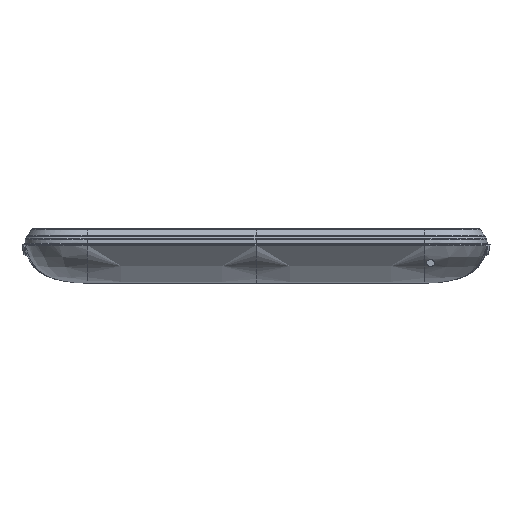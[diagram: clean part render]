
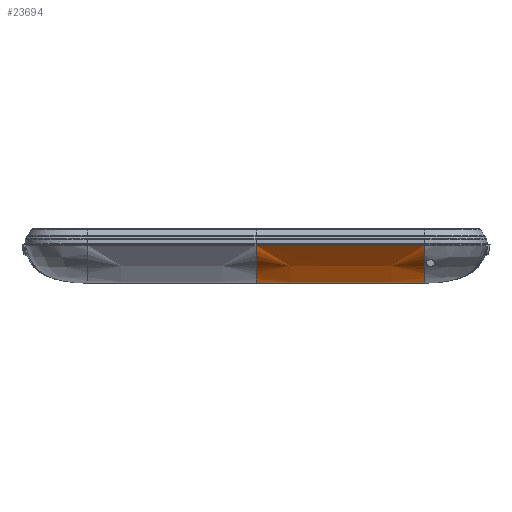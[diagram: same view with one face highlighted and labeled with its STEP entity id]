
A CAD part, front view. The second image highlights one B-rep face of the part: STEP entity #23694.
In plain terms, the highlighted face is a extrusion surface.
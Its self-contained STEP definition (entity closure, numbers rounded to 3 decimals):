
#21317=CARTESIAN_POINT('Vertex',(29.8,-64.2,-7.725)) ;
#21321=CARTESIAN_POINT('Control Point',(0.,-64.2,-7.75)) ;
#21322=CARTESIAN_POINT('Control Point',(9.933,-64.2,-7.75)) ;
#21323=CARTESIAN_POINT('Control Point',(19.867,-64.2,-7.742)) ;
#21324=CARTESIAN_POINT('Control Point',(29.8,-64.2,-7.725)) ;
#21325=CARTESIAN_POINT('Vertex',(0.,-64.2,-7.75)) ;
#22391=CARTESIAN_POINT('Vertex',(29.8,-84.095,-1.012)) ;
#22450=CARTESIAN_POINT('Vertex',(0.,-84.124,-1.009)) ;
#22454=CARTESIAN_POINT('Control Point',(29.8,-84.101,-1.014)) ;
#22455=CARTESIAN_POINT('Control Point',(28.468,-84.102,-1.014)) ;
#22456=CARTESIAN_POINT('Control Point',(27.181,-84.103,-1.013)) ;
#22457=CARTESIAN_POINT('Control Point',(20.719,-84.108,-1.012)) ;
#22458=CARTESIAN_POINT('Control Point',(15.78,-84.112,-1.012)) ;
#22459=CARTESIAN_POINT('Control Point',(10.822,-84.116,-1.011)) ;
#22460=CARTESIAN_POINT('Control Point',(7.26,-84.119,-1.011)) ;
#22461=CARTESIAN_POINT('Control Point',(3.611,-84.122,-1.01)) ;
#22462=CARTESIAN_POINT('Control Point',(0.,-84.124,-1.009)) ;
#23597=CARTESIAN_POINT('Control Point',(30.097,-84.111,-0.986)) ;
#23598=CARTESIAN_POINT('Control Point',(30.098,-83.919,-1.513)) ;
#23599=CARTESIAN_POINT('Control Point',(30.098,-83.682,-1.979)) ;
#23600=CARTESIAN_POINT('Control Point',(30.098,-83.412,-2.399)) ;
#23601=CARTESIAN_POINT('Control Point',(30.098,-82.792,-3.195)) ;
#23602=CARTESIAN_POINT('Control Point',(30.099,-82.073,-3.857)) ;
#23603=CARTESIAN_POINT('Control Point',(30.099,-81.676,-4.169)) ;
#23604=CARTESIAN_POINT('Control Point',(30.099,-80.423,-5.023)) ;
#23605=CARTESIAN_POINT('Control Point',(30.099,-79.019,-5.675)) ;
#23606=CARTESIAN_POINT('Control Point',(30.099,-78.031,-6.039)) ;
#23607=CARTESIAN_POINT('Control Point',(30.098,-75.969,-6.653)) ;
#23608=CARTESIAN_POINT('Control Point',(30.097,-73.765,-7.074)) ;
#23609=CARTESIAN_POINT('Control Point',(30.097,-72.633,-7.244)) ;
#23610=CARTESIAN_POINT('Control Point',(30.096,-70.316,-7.514)) ;
#23611=CARTESIAN_POINT('Control Point',(30.095,-67.91,-7.661)) ;
#23612=CARTESIAN_POINT('Control Point',(30.095,-66.686,-7.707)) ;
#23613=CARTESIAN_POINT('Control Point',(30.094,-65.444,-7.728)) ;
#23614=CARTESIAN_POINT('Control Point',(30.094,-64.187,-7.728)) ;
#23619=CARTESIAN_POINT('Control Point',(0.,-84.124,-1.009)) ;
#23620=CARTESIAN_POINT('Control Point',(0.,-83.999,-1.352)) ;
#23621=CARTESIAN_POINT('Control Point',(0.,-83.848,-1.689)) ;
#23622=CARTESIAN_POINT('Control Point',(0.,-83.676,-2.005)) ;
#23623=CARTESIAN_POINT('Control Point',(0.,-83.344,-2.524)) ;
#23624=CARTESIAN_POINT('Control Point',(0.,-82.946,-3.01)) ;
#23625=CARTESIAN_POINT('Control Point',(0.,-82.779,-3.196)) ;
#23626=CARTESIAN_POINT('Control Point',(0.,-82.415,-3.571)) ;
#23627=CARTESIAN_POINT('Control Point',(0.,-82.004,-3.927)) ;
#23628=CARTESIAN_POINT('Control Point',(0.,-81.75,-4.128)) ;
#23629=CARTESIAN_POINT('Control Point',(0.,-81.374,-4.401)) ;
#23630=CARTESIAN_POINT('Control Point',(0.,-80.983,-4.652)) ;
#23631=CARTESIAN_POINT('Control Point',(0.,-80.842,-4.738)) ;
#23632=CARTESIAN_POINT('Control Point',(0.,-80.57,-4.898)) ;
#23633=CARTESIAN_POINT('Control Point',(0.,-80.298,-5.047)) ;
#23634=CARTESIAN_POINT('Control Point',(0.,-80.158,-5.121)) ;
#23635=CARTESIAN_POINT('Control Point',(0.,-79.685,-5.361)) ;
#23636=CARTESIAN_POINT('Control Point',(0.,-79.2,-5.578)) ;
#23637=CARTESIAN_POINT('Control Point',(0.,-78.886,-5.709)) ;
#23638=CARTESIAN_POINT('Control Point',(0.,-78.347,-5.916)) ;
#23639=CARTESIAN_POINT('Control Point',(0.,-77.769,-6.112)) ;
#23640=CARTESIAN_POINT('Control Point',(0.,-77.574,-6.175)) ;
#23641=CARTESIAN_POINT('Control Point',(0.,-77.158,-6.305)) ;
#23642=CARTESIAN_POINT('Control Point',(0.,-76.723,-6.428)) ;
#23643=CARTESIAN_POINT('Control Point',(0.,-76.511,-6.486)) ;
#23644=CARTESIAN_POINT('Control Point',(0.,-76.022,-6.612)) ;
#23645=CARTESIAN_POINT('Control Point',(0.,-75.521,-6.729)) ;
#23646=CARTESIAN_POINT('Control Point',(0.,-75.259,-6.787)) ;
#23647=CARTESIAN_POINT('Control Point',(0.,-74.852,-6.872)) ;
#23648=CARTESIAN_POINT('Control Point',(0.,-74.445,-6.951)) ;
#23649=CARTESIAN_POINT('Control Point',(0.,-74.301,-6.978)) ;
#23650=CARTESIAN_POINT('Control Point',(0.,-74.015,-7.029)) ;
#23651=CARTESIAN_POINT('Control Point',(0.,-73.732,-7.078)) ;
#23652=CARTESIAN_POINT('Control Point',(0.,-73.587,-7.102)) ;
#23653=CARTESIAN_POINT('Control Point',(0.,-73.176,-7.168)) ;
#23654=CARTESIAN_POINT('Control Point',(0.,-72.769,-7.227)) ;
#23655=CARTESIAN_POINT('Control Point',(0.,-72.5,-7.264)) ;
#23656=CARTESIAN_POINT('Control Point',(0.,-71.909,-7.342)) ;
#23657=CARTESIAN_POINT('Control Point',(0.,-71.297,-7.411)) ;
#23658=CARTESIAN_POINT('Control Point',(0.,-70.976,-7.444)) ;
#23659=CARTESIAN_POINT('Control Point',(0.,-69.942,-7.544)) ;
#23660=CARTESIAN_POINT('Control Point',(0.,-68.844,-7.623)) ;
#23661=CARTESIAN_POINT('Control Point',(0.,-68.077,-7.666)) ;
#23662=CARTESIAN_POINT('Control Point',(0.,-66.866,-7.716)) ;
#23663=CARTESIAN_POINT('Control Point',(0.,-65.61,-7.742)) ;
#23664=CARTESIAN_POINT('Control Point',(0.,-65.146,-7.748)) ;
#23665=CARTESIAN_POINT('Control Point',(0.,-64.675,-7.751)) ;
#23666=CARTESIAN_POINT('Control Point',(0.,-64.2,-7.751)) ;
#23669=CARTESIAN_POINT('Control Point',(29.8,-84.101,-1.014)) ;
#23670=CARTESIAN_POINT('Control Point',(29.8,-83.872,-1.632)) ;
#23671=CARTESIAN_POINT('Control Point',(29.8,-83.571,-2.197)) ;
#23672=CARTESIAN_POINT('Control Point',(29.8,-83.198,-2.714)) ;
#23673=CARTESIAN_POINT('Control Point',(29.8,-82.382,-3.63)) ;
#23674=CARTESIAN_POINT('Control Point',(29.8,-81.418,-4.366)) ;
#23675=CARTESIAN_POINT('Control Point',(29.8,-80.903,-4.696)) ;
#23676=CARTESIAN_POINT('Control Point',(29.8,-79.655,-5.391)) ;
#23677=CARTESIAN_POINT('Control Point',(29.8,-78.307,-5.927)) ;
#23678=CARTESIAN_POINT('Control Point',(29.8,-77.55,-6.18)) ;
#23679=CARTESIAN_POINT('Control Point',(29.8,-75.659,-6.716)) ;
#23680=CARTESIAN_POINT('Control Point',(29.8,-73.689,-7.087)) ;
#23681=CARTESIAN_POINT('Control Point',(29.8,-72.498,-7.262)) ;
#23682=CARTESIAN_POINT('Control Point',(29.8,-70.182,-7.525)) ;
#23683=CARTESIAN_POINT('Control Point',(29.8,-67.819,-7.664)) ;
#23684=CARTESIAN_POINT('Control Point',(29.8,-66.604,-7.708)) ;
#23685=CARTESIAN_POINT('Control Point',(29.8,-65.405,-7.728)) ;
#23686=CARTESIAN_POINT('Control Point',(29.8,-64.2,-7.728)) ;
#23615=DIRECTION('Vector Direction',(-1.,0.,-0.001)) ;
#23689=ORIENTED_EDGE('',*,*,#23667,.T.) ;
#23690=ORIENTED_EDGE('',*,*,#21327,.T.) ;
#23691=ORIENTED_EDGE('',*,*,#23687,.F.) ;
#23692=ORIENTED_EDGE('',*,*,#22463,.T.) ;
#23616=VECTOR('Extrusion Surface Vector',#23615,1.) ;
#23694=ADVANCED_FACE('PartBody',(#23693),#23617,.F.) ;
#21320=B_SPLINE_CURVE_WITH_KNOTS('',3,(#21321,#21322,#21323,#21324),.UNSPECIFIED.,.F.,.U.,(4,4),(-14.9,14.9),.UNSPECIFIED.) ;
#22453=B_SPLINE_CURVE_WITH_KNOTS('',5,(#22454,#22455,#22456,#22457,#22458,#22459,#22460,#22461,#22462),.UNSPECIFIED.,.F.,.U.,(6,3,6),(-12.36,-5.693,12.36),.UNSPECIFIED.) ;
#23596=B_SPLINE_CURVE_WITH_KNOTS('',5,(#23597,#23598,#23599,#23600,#23601,#23602,#23603,#23604,#23605,#23606,#23607,#23608,#23609,#23610,#23611,#23612,#23613,#23614),.UNSPECIFIED.,.F.,.U.,(6,3,3,3,3,6),(0.203,2.795,5.599,11.207,16.814,22.428),.UNSPECIFIED.) ;
#23618=B_SPLINE_CURVE_WITH_KNOTS('',5,(#23619,#23620,#23621,#23622,#23623,#23624,#23625,#23626,#23627,#23628,#23629,#23630,#23631,#23632,#23633,#23634,#23635,#23636,#23637,#23638,#23639,#23640,#23641,#23642,#23643,#23644,#23645,#23646,#23647,#23648,#23649,#23650,#23651,#23652,#23653,#23654,#23655,#23656,#23657,#23658,#23659,#23660,#23661,#23662,#23663,#23664,#23665,#23666),.UNSPECIFIED.,.F.,.U.,(6,3,3,3,3,3,3,3,3,3,3,3,3,3,3,6),(0.,3.424,5.64,7.978,9.422,10.865,13.944,15.464,17.117,18.887,19.857,20.82,22.704,24.93,29.293,31.805),.UNSPECIFIED.) ;
#23668=B_SPLINE_CURVE_WITH_KNOTS('',5,(#23669,#23670,#23671,#23672,#23673,#23674,#23675,#23676,#23677,#23678,#23679,#23680,#23681,#23682,#23683,#23684,#23685,#23686),.UNSPECIFIED.,.F.,.U.,(6,3,3,3,3,6),(0.,4.517,9.065,15.148,23.227,31.305),.UNSPECIFIED.) ;
#21327=EDGE_CURVE('',#21326,#21318,#21320,.T.) ;
#22463=EDGE_CURVE('',#22392,#22451,#22453,.T.) ;
#23667=EDGE_CURVE('',#22451,#21326,#23618,.T.) ;
#23687=EDGE_CURVE('',#22392,#21318,#23668,.T.) ;
#23688=EDGE_LOOP('',(#23689,#23690,#23691,#23692)) ;
#23693=FACE_OUTER_BOUND('',#23688,.T.) ;
#23617=SURFACE_OF_LINEAR_EXTRUSION('generated tabulated cylinder',#23596,#23616) ;
#21318=VERTEX_POINT('',#21317) ;
#21326=VERTEX_POINT('',#21325) ;
#22392=VERTEX_POINT('',#22391) ;
#22451=VERTEX_POINT('',#22450) ;
